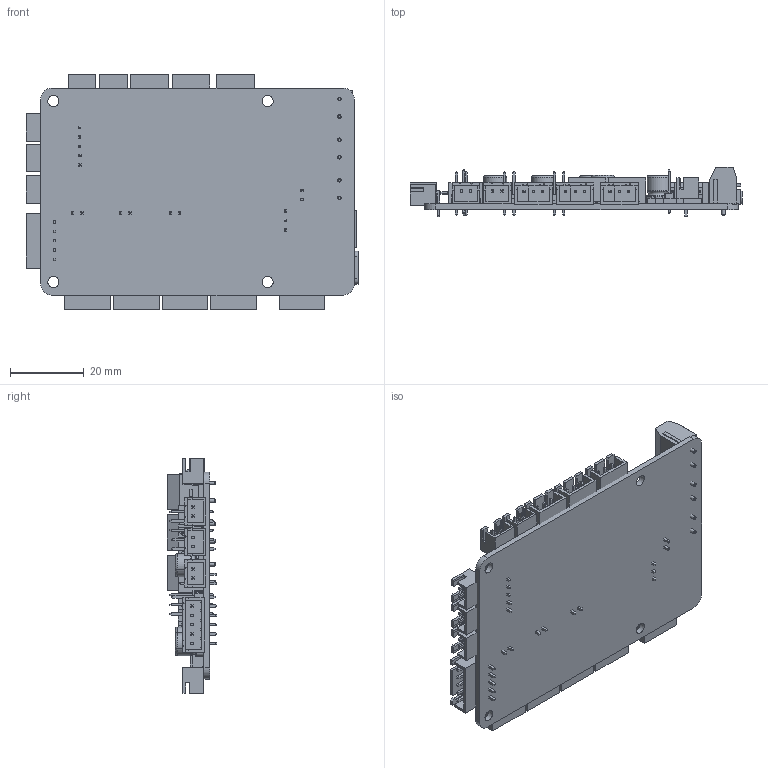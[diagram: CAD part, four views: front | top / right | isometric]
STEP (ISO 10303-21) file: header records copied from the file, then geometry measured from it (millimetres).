
FILE_DESCRIPTION(/* description */ (''),/* implementation_level */ '2;1');
FILE_NAME(/* name */ 'SKR PICO Mockup Assembly v1.step',/* time_stamp */ '2022-05-23T10:24:00+02:00',/* author */ (''),/* organization */ (''),/* preprocessor_version */ 'ST-DEVELOPER v18.1',/* originating_system */ 'Autodesk Translation Framework v10.14.0.1471',/* authorisation */ '');
FILE_SCHEMA (('AUTOMOTIVE_DESIGN { 1 0 10303 214 3 1 1 }'));
Length unit declared in the file: millimetre
Products named in the file (15): SKR PICO Mockup Assembly; BTT SKR MINI V2_100uF 35V 6.3x7; BTT SKR MINI V2_JST 2pin; Terminal Screw; BTT SKR MINI V2_Header 3 pin (2); BTT SKR MINI V2_4 pin Header; BTT SKR MINI V2_4 pin Header_1; BTT SKR MINI V2_4 pin Header_2; BTT SKR MINI V2_4 pin Header_3; BTT SKR MINI V2_4 pin Header_4; B4B-XH-A (BODY); B4B-XH-A (PIN); Molex 5Pin - 2.54mm v1; BTT SKR MINI V2_2 Pin connector; 3 pin 2.54
Assembly tree (60 placements, depth 3):
  SKR PICO Mockup Assembly
    BTT SKR MINI V2_JST 2pin  x6
    BTT SKR MINI V2_100uF 35V 6.3x7  x5
    BTT SKR MINI V2_Header 3 pin (2)  x8
    Terminal Screw  x3
    BTT SKR MINI V2_4 pin Header
      B4B-XH-A (BODY)
      B4B-XH-A (PIN)  x4
    BTT SKR MINI V2_4 pin Header_1
      B4B-XH-A (BODY)
      B4B-XH-A (PIN)  x4
    BTT SKR MINI V2_4 pin Header_2
      B4B-XH-A (BODY)
      B4B-XH-A (PIN)  x4
    BTT SKR MINI V2_4 pin Header_3
      B4B-XH-A (BODY)
      B4B-XH-A (PIN)  x4
    BTT SKR MINI V2_4 pin Header_4
      B4B-XH-A (BODY)
      B4B-XH-A (PIN)  x4
    Molex 5Pin - 2.54mm v1
    3 pin 2.54  x2
    BTT SKR MINI V2_2 Pin connector  x5
Bounding box: 89.91 x 13.38 x 63.61 mm (x, y, z)
Volume: 14710.6 mm3; surface area: 27674.1 mm2
Topology: 133 solids, 153 shells, 4907 faces, 12392 edges, 7987 vertices
Faces by surface type: plane 3653, bspline 835, cylinder 361, torus 40, sphere 12, cone 6
Full cylindrical faces by diameter (mm): 0.6 x5, 0.7 x25, 0.95 x6, 2 x10, 2.9 x6, 3 x10
Entity records: 43214 total; most frequent: CARTESIAN_POINT 12038, ORIENTED_EDGE 6584, DIRECTION 5475, EDGE_CURVE 3292, LINE 2675, VECTOR 2675, VERTEX_POINT 2127, EDGE_LOOP 1409
